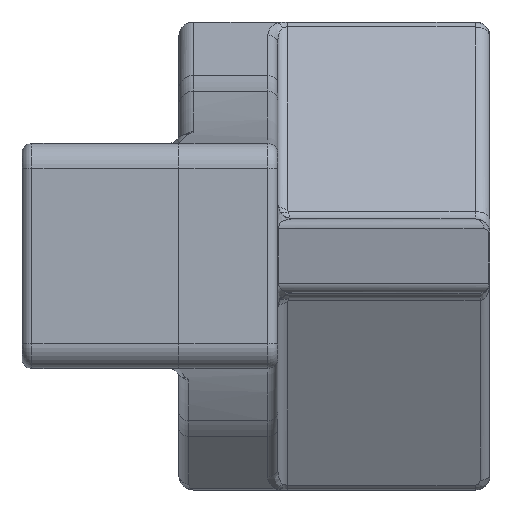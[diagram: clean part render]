
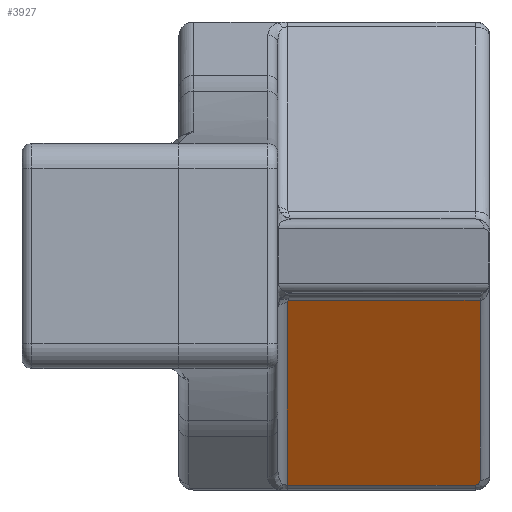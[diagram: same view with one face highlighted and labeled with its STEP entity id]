
A CAD part, left-side view. The second image highlights one B-rep face of the part: STEP entity #3927.
In plain terms, the highlighted planar face has unit normal (-0.866, 0, -0.5).
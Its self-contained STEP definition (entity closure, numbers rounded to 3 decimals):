
#6 = VECTOR ( 'NONE', #2750, 1000. ) ;
#8 = CARTESIAN_POINT ( 'NONE',  ( 3.556, -6.059, -4.639 ) ) ;
#175 = CARTESIAN_POINT ( 'NONE',  ( 3.614, -6.3, -4.738 ) ) ;
#278 = CARTESIAN_POINT ( 'NONE',  ( 1.407, -2.205, -0.915 ) ) ;
#386 = LINE ( 'NONE', #3508, #6954 ) ;
#412 = ORIENTED_EDGE ( 'NONE', *, *, #6704, .T. ) ;
#445 = VERTEX_POINT ( 'NONE', #3905 ) ;
#501 = DIRECTION ( 'NONE',  ( 0., 1., 0. ) ) ;
#569 = ORIENTED_EDGE ( 'NONE', *, *, #3341, .T. ) ;
#739 = DIRECTION ( 'NONE',  ( 0.5, 0., -0.866 ) ) ;
#851 = CARTESIAN_POINT ( 'NONE',  ( 1.398, -2.213, -0.9 ) ) ;
#878 = EDGE_CURVE ( 'NONE', #445, #4166, #2177, .T. ) ;
#1411 = AXIS2_PLACEMENT_3D ( 'NONE', #175, #4478, #739 ) ;
#1687 = EDGE_CURVE ( 'NONE', #5582, #2436, #6449, .T. ) ;
#1860 = EDGE_CURVE ( 'NONE', #4382, #4166, #2586, .T. ) ;
#1864 = ORIENTED_EDGE ( 'NONE', *, *, #878, .T. ) ;
#2026 = EDGE_LOOP ( 'NONE', ( #3092, #569, #3736, #3799, #412, #1864 ) ) ;
#2105 = LINE ( 'NONE', #4252, #4531 ) ;
#2177 = LINE ( 'NONE', #2717, #6 ) ;
#2300 = VERTEX_POINT ( 'NONE', #3623 ) ;
#2387 = CARTESIAN_POINT ( 'NONE',  ( 1.427, -2.2, -0.95 ) ) ;
#2434 = EDGE_CURVE ( 'NONE', #2300, #5582, #2105, .T. ) ;
#2436 = VERTEX_POINT ( 'NONE', #2682 ) ;
#2565 = CARTESIAN_POINT ( 'NONE',  ( 3.499, -6.1, -4.539 ) ) ;
#2586 =( BOUNDED_CURVE ( )  B_SPLINE_CURVE ( 3, ( #2565, #4838, #8, #3122 ),
 .UNSPECIFIED., .F., .T. ) 
 B_SPLINE_CURVE_WITH_KNOTS ( ( 4, 4 ),
 ( 1.571, 3.142 ),
 .UNSPECIFIED. ) 
 CURVE ( )  GEOMETRIC_REPRESENTATION_ITEM ( )  RATIONAL_B_SPLINE_CURVE ( ( 1., 0.805, 0.805, 1. ) ) 
 REPRESENTATION_ITEM ( '' )  );
#2682 = CARTESIAN_POINT ( 'NONE',  ( 1.427, -2.2, -0.95 ) ) ;
#2717 = CARTESIAN_POINT ( 'NONE',  ( 3.556, -6.3, -4.639 ) ) ;
#2750 = DIRECTION ( 'NONE',  ( 0., -1., 0. ) ) ;
#3092 = ORIENTED_EDGE ( 'NONE', *, *, #1860, .F. ) ;
#3122 = CARTESIAN_POINT ( 'NONE',  ( 3.556, -6., -4.639 ) ) ;
#3168 = CARTESIAN_POINT ( 'NONE',  ( 3.556, -6., -4.639 ) ) ;
#3341 = EDGE_CURVE ( 'NONE', #4382, #2300, #3906, .T. ) ;
#3508 = CARTESIAN_POINT ( 'NONE',  ( 3.614, -2.2, -4.738 ) ) ;
#3623 = CARTESIAN_POINT ( 'NONE',  ( 1.398, -6.1, -0.9 ) ) ;
#3736 = ORIENTED_EDGE ( 'NONE', *, *, #2434, .T. ) ;
#3799 = ORIENTED_EDGE ( 'NONE', *, *, #1687, .T. ) ;
#3905 = CARTESIAN_POINT ( 'NONE',  ( 3.556, -2.2, -4.639 ) ) ;
#3906 = LINE ( 'NONE', #6453, #5118 ) ;
#3927 = ADVANCED_FACE ( 'NONE', ( #3981 ), #5585, .F. ) ;
#3981 = FACE_OUTER_BOUND ( 'NONE', #2026, .T. ) ;
#4099 = DIRECTION ( 'NONE',  ( 0.5, 0., -0.866 ) ) ;
#4104 = CARTESIAN_POINT ( 'NONE',  ( 3.499, -6.1, -4.539 ) ) ;
#4166 = VERTEX_POINT ( 'NONE', #3168 ) ;
#4252 = CARTESIAN_POINT ( 'NONE',  ( 1.398, -2.2, -0.9 ) ) ;
#4382 = VERTEX_POINT ( 'NONE', #4104 ) ;
#4478 = DIRECTION ( 'NONE',  ( 0.866, 0., 0.5 ) ) ;
#4531 = VECTOR ( 'NONE', #501, 1000. ) ;
#4838 = CARTESIAN_POINT ( 'NONE',  ( 3.533, -6.1, -4.597 ) ) ;
#5118 = VECTOR ( 'NONE', #6030, 1000. ) ;
#5582 = VERTEX_POINT ( 'NONE', #5758 ) ;
#5585 = PLANE ( 'NONE',  #1411 ) ;
#5758 = CARTESIAN_POINT ( 'NONE',  ( 1.398, -2.213, -0.9 ) ) ;
#6030 = DIRECTION ( 'NONE',  ( -0.5, 0., 0.866 ) ) ;
#6449 =( BOUNDED_CURVE ( )  B_SPLINE_CURVE ( 3, ( #851, #278, #6833, #2387 ),
 .UNSPECIFIED., .F., .T. ) 
 B_SPLINE_CURVE_WITH_KNOTS ( ( 4, 4 ),
 ( 4.189, 4.712 ),
 .UNSPECIFIED. ) 
 CURVE ( )  GEOMETRIC_REPRESENTATION_ITEM ( )  RATIONAL_B_SPLINE_CURVE ( ( 1., 0.977, 0.977, 1. ) ) 
 REPRESENTATION_ITEM ( '' )  );
#6453 = CARTESIAN_POINT ( 'NONE',  ( 3.614, -6.1, -4.738 ) ) ;
#6704 = EDGE_CURVE ( 'NONE', #2436, #445, #386, .T. ) ;
#6833 = CARTESIAN_POINT ( 'NONE',  ( 1.417, -2.2, -0.932 ) ) ;
#6954 = VECTOR ( 'NONE', #4099, 1000. ) ;
